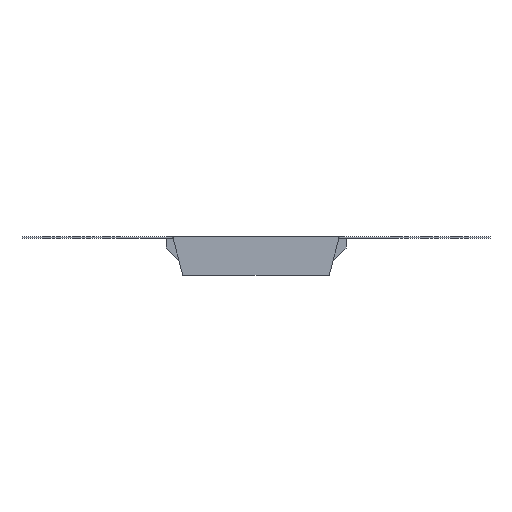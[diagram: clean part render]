
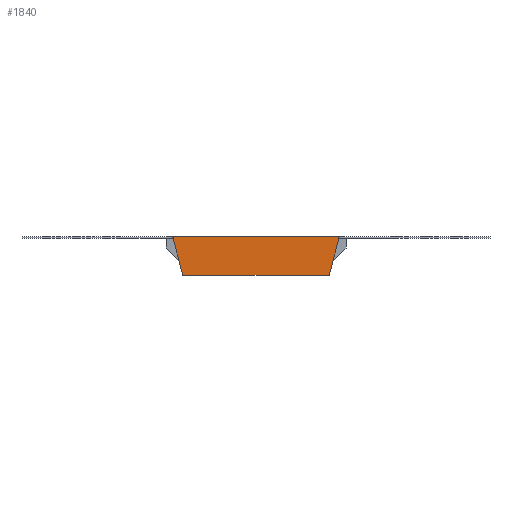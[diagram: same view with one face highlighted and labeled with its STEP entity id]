
A CAD part, front view. The second image highlights one B-rep face of the part: STEP entity #1840.
In plain terms, the highlighted planar face has unit normal (0, -1, 0).
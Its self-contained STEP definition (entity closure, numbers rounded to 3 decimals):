
#36 = DIRECTION ( 'NONE',  ( 0.259, 0., 0.966 ) ) ;
#44 = CARTESIAN_POINT ( 'NONE',  ( 35., 0., 0.917 ) ) ;
#69 = CARTESIAN_POINT ( 'NONE',  ( 97.5, 0., -16. ) ) ;
#76 = DIRECTION ( 'NONE',  ( -1., 0., 0. ) ) ;
#90 = VERTEX_POINT ( 'NONE', #3106 ) ;
#92 = CARTESIAN_POINT ( 'NONE',  ( -34.577, 0., 0. ) ) ;
#95 = CARTESIAN_POINT ( 'NONE',  ( -34.547, 0., -0.286 ) ) ;
#99 = CARTESIAN_POINT ( 'NONE',  ( -34.509, 0., -0.571 ) ) ;
#102 = CARTESIAN_POINT ( 'NONE',  ( -34.415, 0., -1.137 ) ) ;
#106 = CARTESIAN_POINT ( 'NONE',  ( -34.357, 0., -1.419 ) ) ;
#124 = CARTESIAN_POINT ( 'NONE',  ( -34.299, 0., -1.7 ) ) ;
#206 = CARTESIAN_POINT ( 'NONE',  ( 97.5, 0., 0. ) ) ;
#221 = DIRECTION ( 'NONE',  ( 1., 0., 0. ) ) ;
#321 = B_SPLINE_CURVE_WITH_KNOTS ( 'NONE', 3,
 ( #124, #106, #102, #99, #95, #92 ),
 .UNSPECIFIED., .F., .F.,
 ( 4, 2, 4 ),
 ( 0.001, 0.002, 0.003 ),
 .UNSPECIFIED. ) ;
#341 = B_SPLINE_CURVE_WITH_KNOTS ( 'NONE', 3,
 ( #2273, #2281, #2334, #2296, #2548, #2535 ),
 .UNSPECIFIED., .F., .F.,
 ( 4, 2, 4 ),
 ( 0.001, 0.002, 0.003 ),
 .UNSPECIFIED. ) ;
#355 = VECTOR ( 'NONE', #36, 1000. ) ;
#361 = VECTOR ( 'NONE', #76, 1000. ) ;
#363 = LINE ( 'NONE', #44, #355 ) ;
#373 = LINE ( 'NONE', #69, #361 ) ;
#403 = VECTOR ( 'NONE', #221, 1000. ) ;
#419 = LINE ( 'NONE', #206, #403 ) ;
#432 = ORIENTED_EDGE ( 'NONE', *, *, #2921, .F. ) ;
#532 = VERTEX_POINT ( 'NONE', #2635 ) ;
#545 = ORIENTED_EDGE ( 'NONE', *, *, #2889, .F. ) ;
#555 = CARTESIAN_POINT ( 'NONE',  ( -34.299, 0., -1.7 ) ) ;
#751 = ORIENTED_EDGE ( 'NONE', *, *, #3111, .T. ) ;
#961 = ORIENTED_EDGE ( 'NONE', *, *, #1648, .F. ) ;
#1057 = VERTEX_POINT ( 'NONE', #2605 ) ;
#1096 = ORIENTED_EDGE ( 'NONE', *, *, #2927, .T. ) ;
#1119 = FACE_OUTER_BOUND ( 'NONE', #2145, .T. ) ;
#1202 = VECTOR ( 'NONE', #1319, 1000. ) ;
#1203 = LINE ( 'NONE', #1328, #1202 ) ;
#1319 = DIRECTION ( 'NONE',  ( -0.259, 0., 0.966 ) ) ;
#1328 = CARTESIAN_POINT ( 'NONE',  ( -35., 0., 0.917 ) ) ;
#1631 = ORIENTED_EDGE ( 'NONE', *, *, #2905, .F. ) ;
#1648 = EDGE_CURVE ( 'NONE', #1057, #2003, #1203, .T. ) ;
#1840 = ADVANCED_FACE ( 'NONE', ( #1119 ), #2400, .T. ) ;
#1897 = AXIS2_PLACEMENT_3D ( 'NONE', #2363, #2458, #2501 ) ;
#1925 = VERTEX_POINT ( 'NONE', #2706 ) ;
#1963 = VERTEX_POINT ( 'NONE', #3032 ) ;
#2003 = VERTEX_POINT ( 'NONE', #555 ) ;
#2145 = EDGE_LOOP ( 'NONE', ( #1096, #751, #545, #1631, #961, #432 ) ) ;
#2273 = CARTESIAN_POINT ( 'NONE',  ( 34.299, 0., -1.7 ) ) ;
#2281 = CARTESIAN_POINT ( 'NONE',  ( 34.357, 0., -1.419 ) ) ;
#2296 = CARTESIAN_POINT ( 'NONE',  ( 34.509, 0., -0.571 ) ) ;
#2334 = CARTESIAN_POINT ( 'NONE',  ( 34.415, 0., -1.137 ) ) ;
#2363 = CARTESIAN_POINT ( 'NONE',  ( 97.5, 0., 0. ) ) ;
#2400 = PLANE ( 'NONE',  #1897 ) ;
#2458 = DIRECTION ( 'NONE',  ( 0., -1., 0. ) ) ;
#2501 = DIRECTION ( 'NONE',  ( 0., 0., -1. ) ) ;
#2535 = CARTESIAN_POINT ( 'NONE',  ( 34.577, 0., 0. ) ) ;
#2548 = CARTESIAN_POINT ( 'NONE',  ( 34.547, 0., -0.286 ) ) ;
#2605 = CARTESIAN_POINT ( 'NONE',  ( -30.467, 0., -16. ) ) ;
#2635 = CARTESIAN_POINT ( 'NONE',  ( -34.577, 0., 0. ) ) ;
#2706 = CARTESIAN_POINT ( 'NONE',  ( 34.577, 0., 0. ) ) ;
#2889 = EDGE_CURVE ( 'NONE', #532, #1925, #419, .T. ) ;
#2905 = EDGE_CURVE ( 'NONE', #2003, #532, #321, .T. ) ;
#2921 = EDGE_CURVE ( 'NONE', #90, #1057, #373, .T. ) ;
#2927 = EDGE_CURVE ( 'NONE', #90, #1963, #363, .T. ) ;
#3032 = CARTESIAN_POINT ( 'NONE',  ( 34.299, 0., -1.7 ) ) ;
#3106 = CARTESIAN_POINT ( 'NONE',  ( 30.467, 0., -16. ) ) ;
#3111 = EDGE_CURVE ( 'NONE', #1963, #1925, #341, .T. ) ;
